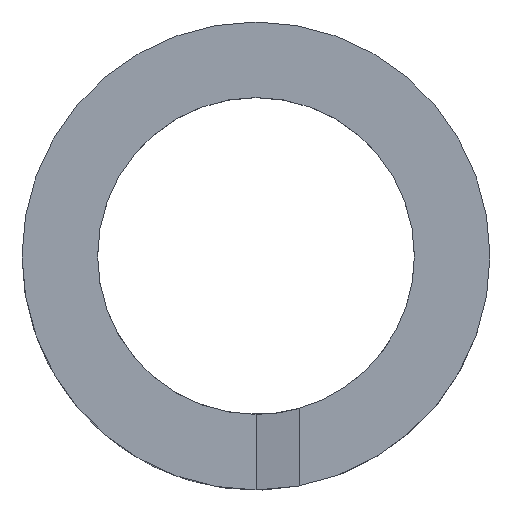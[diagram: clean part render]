
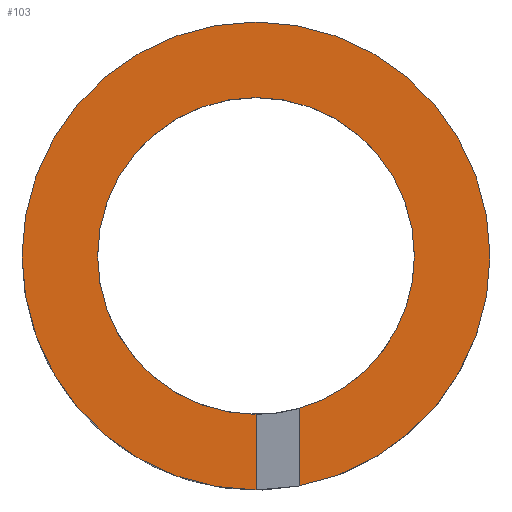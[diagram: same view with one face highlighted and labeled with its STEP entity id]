
A CAD part, top view. The second image highlights one B-rep face of the part: STEP entity #103.
In plain terms, the highlighted planar face has unit normal (0, 0, 1).
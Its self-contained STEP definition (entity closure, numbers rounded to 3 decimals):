
#1 = ORIENTED_EDGE ( 'NONE', *, *, #110, .T. ) ;
#2 = ORIENTED_EDGE ( 'NONE', *, *, #78, .T. ) ;
#3 = ORIENTED_EDGE ( 'NONE', *, *, #7, .T. ) ;
#4 = ORIENTED_EDGE ( 'NONE', *, *, #10, .F. ) ;
#5 = ORIENTED_EDGE ( 'NONE', *, *, #6, .T. ) ;
#6 = EDGE_CURVE ( 'NONE', #97, #22, #132, .T. ) ;
#7 = EDGE_CURVE ( 'NONE', #21, #18, #208, .T. ) ;
#10 = EDGE_CURVE ( 'NONE', #29, #22, #163, .T. ) ;
#18 = VERTEX_POINT ( 'NONE', #193 ) ;
#19 = VERTEX_POINT ( 'NONE', #228 ) ;
#21 = VERTEX_POINT ( 'NONE', #227 ) ;
#22 = VERTEX_POINT ( 'NONE', #226 ) ;
#23 = EDGE_CURVE ( 'NONE', #82, #19, #225, .T. ) ;
#27 = ORIENTED_EDGE ( 'NONE', *, *, #23, .F. ) ;
#29 = VERTEX_POINT ( 'NONE', #117 ) ;
#39 = EDGE_CURVE ( 'NONE', #45, #29, #195, .T. ) ;
#45 = VERTEX_POINT ( 'NONE', #121 ) ;
#49 = ORIENTED_EDGE ( 'NONE', *, *, #39, .F. ) ;
#66 = ORIENTED_EDGE ( 'NONE', *, *, #67, .F. ) ;
#67 = EDGE_CURVE ( 'NONE', #19, #45, #142, .T. ) ;
#78 = EDGE_CURVE ( 'NONE', #82, #21, #210, .T. ) ;
#82 = VERTEX_POINT ( 'NONE', #295 ) ;
#97 = VERTEX_POINT ( 'NONE', #319 ) ;
#103 = ADVANCED_FACE ( 'NONE', ( #308 ), #307, .T. ) ;
#104 = EDGE_LOOP ( 'NONE', ( #27, #2, #3, #1, #5, #4, #49, #66 ) ) ;
#110 = EDGE_CURVE ( 'NONE', #18, #97, #339, .T. ) ;
#117 = CARTESIAN_POINT ( 'NONE',  ( -5.45, 0., 0. ) ) ;
#121 = CARTESIAN_POINT ( 'NONE',  ( 5.45, 0., 0. ) ) ;
#126 = DIRECTION ( 'NONE',  ( 1., 0., 0. ) ) ;
#127 = DIRECTION ( 'NONE',  ( 0., 0., 1. ) ) ;
#128 = CARTESIAN_POINT ( 'NONE',  ( 0., 0., 0. ) ) ;
#129 = AXIS2_PLACEMENT_3D ( 'NONE', #128, #127, #126 ) ;
#132 = LINE ( 'NONE', #134, #194 ) ;
#133 = CARTESIAN_POINT ( 'NONE',  ( 0., 0., 0. ) ) ;
#134 = CARTESIAN_POINT ( 'NONE',  ( 0., -8.05, 0. ) ) ;
#135 = CARTESIAN_POINT ( 'NONE',  ( 0., 0., 0. ) ) ;
#139 = DIRECTION ( 'NONE',  ( 1., 0., 0. ) ) ;
#140 = DIRECTION ( 'NONE',  ( 0., 0., 1. ) ) ;
#141 = AXIS2_PLACEMENT_3D ( 'NONE', #147, #140, #139 ) ;
#142 = CIRCLE ( 'NONE', #141, 5.45 ) ;
#147 = CARTESIAN_POINT ( 'NONE',  ( 0., 0., 0. ) ) ;
#160 = DIRECTION ( 'NONE',  ( 1., 0., 0. ) ) ;
#161 = DIRECTION ( 'NONE',  ( 0., 0., 1. ) ) ;
#162 = AXIS2_PLACEMENT_3D ( 'NONE', #133, #161, #160 ) ;
#163 = CIRCLE ( 'NONE', #162, 5.45 ) ;
#177 = DIRECTION ( 'NONE',  ( 1., 0., 0. ) ) ;
#178 = DIRECTION ( 'NONE',  ( 0., 0., 1. ) ) ;
#179 = CARTESIAN_POINT ( 'NONE',  ( 0., 0., 0. ) ) ;
#193 = CARTESIAN_POINT ( 'NONE',  ( -8.05, 0., 0. ) ) ;
#194 = VECTOR ( 'NONE', #220, 1000. ) ;
#195 = CIRCLE ( 'NONE', #129, 5.45 ) ;
#206 = AXIS2_PLACEMENT_3D ( 'NONE', #135, #237, #219 ) ;
#208 = CIRCLE ( 'NONE', #206, 8.05 ) ;
#209 = AXIS2_PLACEMENT_3D ( 'NONE', #179, #178, #177 ) ;
#210 = CIRCLE ( 'NONE', #209, 8.05 ) ;
#219 = DIRECTION ( 'NONE',  ( 1., 0., 0. ) ) ;
#220 = DIRECTION ( 'NONE',  ( 0., 1., 0. ) ) ;
#222 = DIRECTION ( 'NONE',  ( 0., 1., 0. ) ) ;
#223 = VECTOR ( 'NONE', #222, 1000. ) ;
#224 = CARTESIAN_POINT ( 'NONE',  ( 1.501, -8.05, 0. ) ) ;
#225 = LINE ( 'NONE', #224, #223 ) ;
#226 = CARTESIAN_POINT ( 'NONE',  ( 0., -5.45, 0. ) ) ;
#227 = CARTESIAN_POINT ( 'NONE',  ( 8.05, 0., 0. ) ) ;
#228 = CARTESIAN_POINT ( 'NONE',  ( 1.501, -5.239, 0. ) ) ;
#237 = DIRECTION ( 'NONE',  ( 0., 0., 1. ) ) ;
#295 = CARTESIAN_POINT ( 'NONE',  ( 1.501, -7.909, 0. ) ) ;
#303 = DIRECTION ( 'NONE',  ( 1., 0., 0. ) ) ;
#304 = DIRECTION ( 'NONE',  ( 0., 0., 1. ) ) ;
#305 = CARTESIAN_POINT ( 'NONE',  ( 0., 0., 0. ) ) ;
#306 = AXIS2_PLACEMENT_3D ( 'NONE', #305, #304, #303 ) ;
#307 = PLANE ( 'NONE',  #306 ) ;
#308 = FACE_OUTER_BOUND ( 'NONE', #104, .T. ) ;
#319 = CARTESIAN_POINT ( 'NONE',  ( 0., -8.05, 0. ) ) ;
#335 = DIRECTION ( 'NONE',  ( 1., 0., 0. ) ) ;
#336 = DIRECTION ( 'NONE',  ( 0., 0., 1. ) ) ;
#337 = CARTESIAN_POINT ( 'NONE',  ( 0., 0., 0. ) ) ;
#338 = AXIS2_PLACEMENT_3D ( 'NONE', #337, #336, #335 ) ;
#339 = CIRCLE ( 'NONE', #338, 8.05 ) ;
